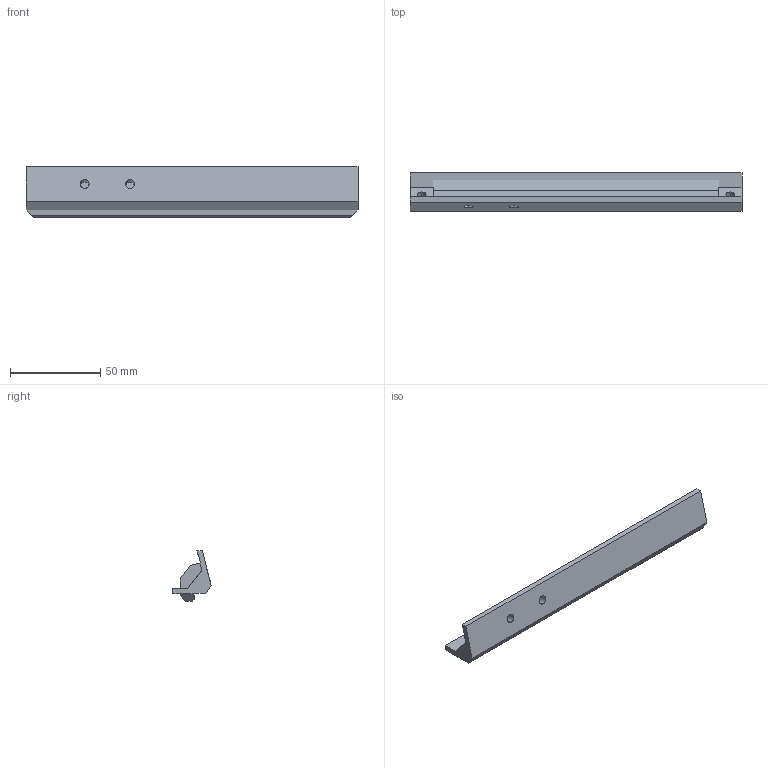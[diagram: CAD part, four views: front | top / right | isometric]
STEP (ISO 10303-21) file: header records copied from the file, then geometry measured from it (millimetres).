
FILE_DESCRIPTION (( 'STEP AP203' ), '1' );
FILE_NAME ('Btm-Bar-BACK.LEFT-HALF.STEP', '2021-07-08T14:30:34', ( '' ), ( '' ), 'SwSTEP 2.0', 'SolidWorks 2019', '' );
FILE_SCHEMA (( 'CONFIG_CONTROL_DESIGN' ));
Length unit declared in the file: millimetre
Products named in the file (1): Btm-Bar-BACK.LEFT-HALF
Bounding box: 183.82 x 21.15 x 27.87 mm (x, y, z)
Volume: 50343.4 mm3; surface area: 16940.7 mm2
Topology: 1 solids, 1 shells, 44 faces, 114 edges, 76 vertices
Faces by surface type: plane 36, cylinder 8
Entity records: 1411 total; most frequent: CARTESIAN_POINT 235, ORIENTED_EDGE 228, DIRECTION 220, EDGE_CURVE 114, VECTOR 98, LINE 98, VERTEX_POINT 76, AXIS2_PLACEMENT_3D 61
